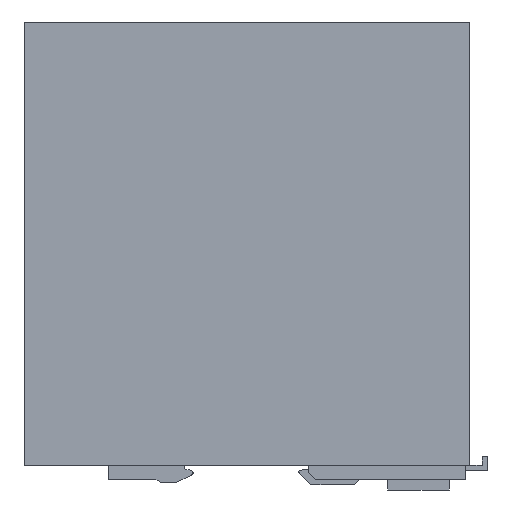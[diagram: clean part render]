
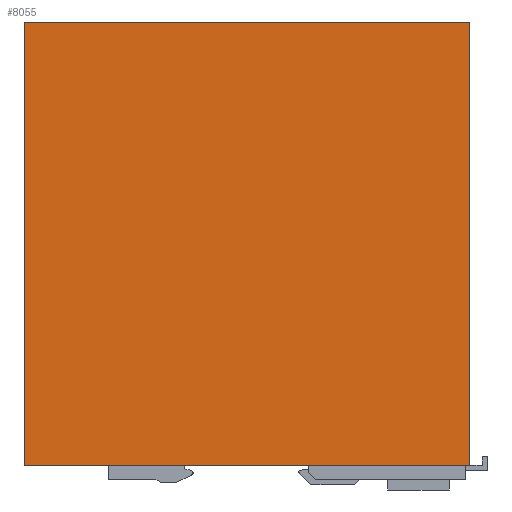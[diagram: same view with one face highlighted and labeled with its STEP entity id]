
A CAD part, left-side view. The second image highlights one B-rep face of the part: STEP entity #8055.
In plain terms, the highlighted planar face has unit normal (-1, 0, 0).
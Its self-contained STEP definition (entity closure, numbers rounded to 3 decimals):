
#178 = ORIENTED_EDGE ( 'NONE', *, *, #1489, .T. ) ;
#1489 = EDGE_CURVE ( 'NONE', #20356, #16561, #20269, .T. ) ;
#1649 = VERTEX_POINT ( 'NONE', #13409 ) ;
#2511 = CARTESIAN_POINT ( 'NONE',  ( -20., 0., 0. ) ) ;
#2568 = ORIENTED_EDGE ( 'NONE', *, *, #10407, .T. ) ;
#3047 = VECTOR ( 'NONE', #20858, 1000. ) ;
#3467 = ORIENTED_EDGE ( 'NONE', *, *, #8390, .T. ) ;
#3526 = VECTOR ( 'NONE', #10234, 1000. ) ;
#3870 = CARTESIAN_POINT ( 'NONE',  ( -20., -63.5, 0. ) ) ;
#6411 = CARTESIAN_POINT ( 'NONE',  ( -20., -63.5, -126.5 ) ) ;
#7250 = FACE_OUTER_BOUND ( 'NONE', #10185, .T. ) ;
#7422 = ORIENTED_EDGE ( 'NONE', *, *, #21406, .T. ) ;
#7583 = PLANE ( 'NONE',  #10765 ) ;
#7894 = VERTEX_POINT ( 'NONE', #6411 ) ;
#8055 = ADVANCED_FACE ( 'NONE', ( #7250 ), #7583, .F. ) ;
#8389 = VECTOR ( 'NONE', #18959, 1000. ) ;
#8390 = EDGE_CURVE ( 'NONE', #16561, #7894, #9215, .T. ) ;
#8813 = LINE ( 'NONE', #13884, #8389 ) ;
#9215 = LINE ( 'NONE', #15612, #17136 ) ;
#10185 = EDGE_LOOP ( 'NONE', ( #3467, #2568, #7422, #178 ) ) ;
#10234 = DIRECTION ( 'NONE',  ( 0., 0., -1. ) ) ;
#10407 = EDGE_CURVE ( 'NONE', #7894, #1649, #20963, .T. ) ;
#10765 = AXIS2_PLACEMENT_3D ( 'NONE', #2511, #20712, #12661 ) ;
#12661 = DIRECTION ( 'NONE',  ( 0., 0., -1. ) ) ;
#12779 = CARTESIAN_POINT ( 'NONE',  ( -20., 63.5, 0. ) ) ;
#13409 = CARTESIAN_POINT ( 'NONE',  ( -20., -63.5, 0. ) ) ;
#13884 = CARTESIAN_POINT ( 'NONE',  ( -20., 0., 0. ) ) ;
#15612 = CARTESIAN_POINT ( 'NONE',  ( -20., 0., -126.5 ) ) ;
#16561 = VERTEX_POINT ( 'NONE', #17798 ) ;
#17136 = VECTOR ( 'NONE', #19361, 1000. ) ;
#17798 = CARTESIAN_POINT ( 'NONE',  ( -20., 63.5, -126.5 ) ) ;
#18959 = DIRECTION ( 'NONE',  ( 0., 1., 0. ) ) ;
#19361 = DIRECTION ( 'NONE',  ( 0., -1., 0. ) ) ;
#20269 = LINE ( 'NONE', #20598, #3526 ) ;
#20356 = VERTEX_POINT ( 'NONE', #12779 ) ;
#20598 = CARTESIAN_POINT ( 'NONE',  ( -20., 63.5, 0. ) ) ;
#20712 = DIRECTION ( 'NONE',  ( 1., 0., 0. ) ) ;
#20858 = DIRECTION ( 'NONE',  ( 0., 0., 1. ) ) ;
#20963 = LINE ( 'NONE', #3870, #3047 ) ;
#21406 = EDGE_CURVE ( 'NONE', #1649, #20356, #8813, .T. ) ;
